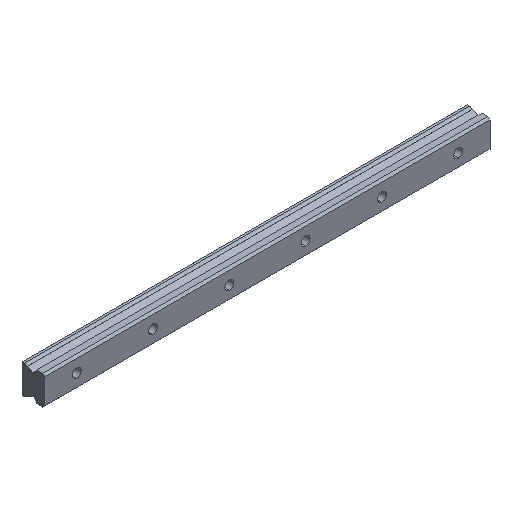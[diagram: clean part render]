
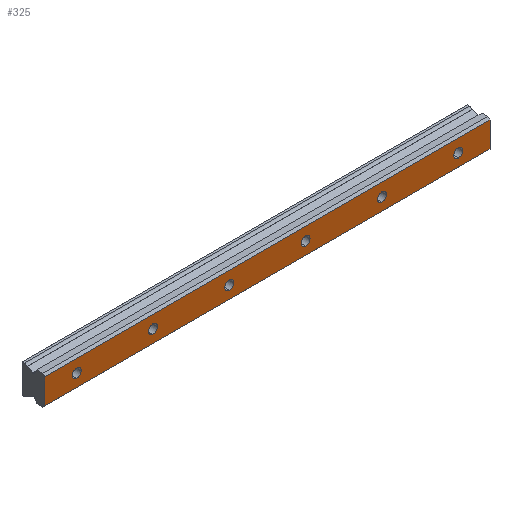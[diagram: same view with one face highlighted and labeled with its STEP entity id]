
A CAD part, isometric view. The second image highlights one B-rep face of the part: STEP entity #325.
In plain terms, the highlighted planar face has unit normal (0, -1, 0).
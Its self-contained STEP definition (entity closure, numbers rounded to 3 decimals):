
#13 = CARTESIAN_POINT ( 'NONE',  ( 120., 0., 3.5 ) ) ;
#53 = EDGE_LOOP ( 'NONE', ( #1785, #54 ) ) ;
#54 = ORIENTED_EDGE ( 'NONE', *, *, #993, .F. ) ;
#56 = CARTESIAN_POINT ( 'NONE',  ( 0., 0., -3.5 ) ) ;
#69 = ORIENTED_EDGE ( 'NONE', *, *, #406, .F. ) ;
#74 = CIRCLE ( 'NONE', #413, 3.5 ) ;
#85 = CARTESIAN_POINT ( 'NONE',  ( 325., 0., 9.9 ) ) ;
#95 = CARTESIAN_POINT ( 'NONE',  ( 120., 0., 0. ) ) ;
#99 = CARTESIAN_POINT ( 'NONE',  ( 325., 0., -9.9 ) ) ;
#113 = DIRECTION ( 'NONE',  ( 0., 0., 1. ) ) ;
#139 = EDGE_LOOP ( 'NONE', ( #499, #1072 ) ) ;
#145 = CIRCLE ( 'NONE', #917, 3.5 ) ;
#150 = EDGE_CURVE ( 'NONE', #1133, #755, #1090, .T. ) ;
#154 = DIRECTION ( 'NONE',  ( 0., -1., 0. ) ) ;
#187 = ORIENTED_EDGE ( 'NONE', *, *, #825, .F. ) ;
#215 = DIRECTION ( 'NONE',  ( 0., 0., 1. ) ) ;
#242 = VERTEX_POINT ( 'NONE', #1399 ) ;
#253 = ORIENTED_EDGE ( 'NONE', *, *, #150, .F. ) ;
#262 = AXIS2_PLACEMENT_3D ( 'NONE', #592, #852, #1736 ) ;
#284 = FACE_BOUND ( 'NONE', #1469, .T. ) ;
#287 = DIRECTION ( 'NONE',  ( 0., 0., 1. ) ) ;
#295 = DIRECTION ( 'NONE',  ( 0., 0., 1. ) ) ;
#302 = DIRECTION ( 'NONE',  ( 0., -1., 0. ) ) ;
#306 = DIRECTION ( 'NONE',  ( 0., 0., 1. ) ) ;
#307 = VERTEX_POINT ( 'NONE', #975 ) ;
#314 = DIRECTION ( 'NONE',  ( 0., 0., 1. ) ) ;
#322 = CIRCLE ( 'NONE', #1539, 3.5 ) ;
#323 = CIRCLE ( 'NONE', #860, 3.5 ) ;
#325 = ADVANCED_FACE ( 'NONE', ( #1552, #1274, #1561, #1664, #284, #1836, #538 ), #566, .F. ) ;
#329 = CARTESIAN_POINT ( 'NONE',  ( 60., 0., 3.5 ) ) ;
#391 = VECTOR ( 'NONE', #287, 1000. ) ;
#406 = EDGE_CURVE ( 'NONE', #1353, #1486, #475, .T. ) ;
#413 = AXIS2_PLACEMENT_3D ( 'NONE', #1315, #736, #1022 ) ;
#415 = CARTESIAN_POINT ( 'NONE',  ( 240., 0., 3.5 ) ) ;
#420 = DIRECTION ( 'NONE',  ( 0., -1., 0. ) ) ;
#431 = DIRECTION ( 'NONE',  ( 1., 0., 0. ) ) ;
#455 = ORIENTED_EDGE ( 'NONE', *, *, #1666, .F. ) ;
#475 = CIRCLE ( 'NONE', #1364, 3.5 ) ;
#499 = ORIENTED_EDGE ( 'NONE', *, *, #849, .F. ) ;
#505 = EDGE_LOOP ( 'NONE', ( #675, #929 ) ) ;
#532 = AXIS2_PLACEMENT_3D ( 'NONE', #1498, #1508, #1519 ) ;
#538 = FACE_BOUND ( 'NONE', #1499, .T. ) ;
#566 = PLANE ( 'NONE',  #1184 ) ;
#581 = CARTESIAN_POINT ( 'NONE',  ( 325., 0., -9.9 ) ) ;
#592 = CARTESIAN_POINT ( 'NONE',  ( 240., 0., 0. ) ) ;
#593 = DIRECTION ( 'NONE',  ( 0., -1., 0. ) ) ;
#607 = EDGE_CURVE ( 'NONE', #1490, #1040, #1831, .T. ) ;
#609 = CARTESIAN_POINT ( 'NONE',  ( -25., 0., 9.9 ) ) ;
#623 = AXIS2_PLACEMENT_3D ( 'NONE', #1006, #1263, #1147 ) ;
#626 = VERTEX_POINT ( 'NONE', #1670 ) ;
#648 = CIRCLE ( 'NONE', #741, 3.5 ) ;
#675 = ORIENTED_EDGE ( 'NONE', *, *, #1122, .F. ) ;
#681 = CIRCLE ( 'NONE', #1153, 3.5 ) ;
#692 = DIRECTION ( 'NONE',  ( 0., 0., 1. ) ) ;
#693 = ORIENTED_EDGE ( 'NONE', *, *, #1203, .F. ) ;
#701 = CARTESIAN_POINT ( 'NONE',  ( -25., 0., 9.9 ) ) ;
#714 = CARTESIAN_POINT ( 'NONE',  ( 325., 0., 9.9 ) ) ;
#727 = DIRECTION ( 'NONE',  ( 0., 0., 1. ) ) ;
#736 = DIRECTION ( 'NONE',  ( 0., -1., 0. ) ) ;
#741 = AXIS2_PLACEMENT_3D ( 'NONE', #1672, #1678, #692 ) ;
#755 = VERTEX_POINT ( 'NONE', #99 ) ;
#767 = CARTESIAN_POINT ( 'NONE',  ( 60., 0., 0. ) ) ;
#825 = EDGE_CURVE ( 'NONE', #1287, #1010, #322, .T. ) ;
#828 = CARTESIAN_POINT ( 'NONE',  ( 180., 0., -3.5 ) ) ;
#832 = VERTEX_POINT ( 'NONE', #609 ) ;
#849 = EDGE_CURVE ( 'NONE', #1040, #1490, #1008, .T. ) ;
#852 = DIRECTION ( 'NONE',  ( 0., -1., 0. ) ) ;
#853 = DIRECTION ( 'NONE',  ( 0., 1., 0. ) ) ;
#860 = AXIS2_PLACEMENT_3D ( 'NONE', #767, #1591, #314 ) ;
#894 = CARTESIAN_POINT ( 'NONE',  ( 60., 0., 0. ) ) ;
#901 = LINE ( 'NONE', #581, #911 ) ;
#911 = VECTOR ( 'NONE', #1155, 1000. ) ;
#917 = AXIS2_PLACEMENT_3D ( 'NONE', #1582, #1053, #306 ) ;
#929 = ORIENTED_EDGE ( 'NONE', *, *, #1417, .F. ) ;
#932 = CARTESIAN_POINT ( 'NONE',  ( 300., 0., 3.5 ) ) ;
#938 = EDGE_CURVE ( 'NONE', #1010, #1287, #1038, .T. ) ;
#975 = CARTESIAN_POINT ( 'NONE',  ( -25., 0., -9.9 ) ) ;
#993 = EDGE_CURVE ( 'NONE', #242, #1558, #1718, .T. ) ;
#1006 = CARTESIAN_POINT ( 'NONE',  ( 0., 0., 0. ) ) ;
#1008 = CIRCLE ( 'NONE', #262, 3.5 ) ;
#1010 = VERTEX_POINT ( 'NONE', #932 ) ;
#1022 = DIRECTION ( 'NONE',  ( 0., 0., 1. ) ) ;
#1038 = CIRCLE ( 'NONE', #532, 3.5 ) ;
#1039 = CIRCLE ( 'NONE', #623, 3.5 ) ;
#1040 = VERTEX_POINT ( 'NONE', #415 ) ;
#1053 = DIRECTION ( 'NONE',  ( 0., -1., 0. ) ) ;
#1072 = ORIENTED_EDGE ( 'NONE', *, *, #607, .F. ) ;
#1077 = EDGE_LOOP ( 'NONE', ( #455, #253, #1780, #1818 ) ) ;
#1082 = CARTESIAN_POINT ( 'NONE',  ( 300., 0., -3.5 ) ) ;
#1090 = LINE ( 'NONE', #1379, #1597 ) ;
#1103 = EDGE_CURVE ( 'NONE', #307, #832, #1564, .T. ) ;
#1122 = EDGE_CURVE ( 'NONE', #1168, #1711, #1039, .T. ) ;
#1133 = VERTEX_POINT ( 'NONE', #714 ) ;
#1147 = DIRECTION ( 'NONE',  ( 0., 0., 1. ) ) ;
#1153 = AXIS2_PLACEMENT_3D ( 'NONE', #894, #154, #1458 ) ;
#1155 = DIRECTION ( 'NONE',  ( -1., 0., 0. ) ) ;
#1168 = VERTEX_POINT ( 'NONE', #1619 ) ;
#1184 = AXIS2_PLACEMENT_3D ( 'NONE', #1523, #853, #1422 ) ;
#1202 = CARTESIAN_POINT ( 'NONE',  ( 180., 0., 3.5 ) ) ;
#1203 = EDGE_CURVE ( 'NONE', #1486, #1353, #145, .T. ) ;
#1258 = VERTEX_POINT ( 'NONE', #329 ) ;
#1263 = DIRECTION ( 'NONE',  ( 0., -1., 0. ) ) ;
#1274 = FACE_BOUND ( 'NONE', #505, .T. ) ;
#1280 = EDGE_CURVE ( 'NONE', #1258, #626, #323, .T. ) ;
#1287 = VERTEX_POINT ( 'NONE', #1082 ) ;
#1302 = CARTESIAN_POINT ( 'NONE',  ( 180., 0., 0. ) ) ;
#1315 = CARTESIAN_POINT ( 'NONE',  ( 120., 0., 0. ) ) ;
#1353 = VERTEX_POINT ( 'NONE', #1202 ) ;
#1364 = AXIS2_PLACEMENT_3D ( 'NONE', #1302, #593, #727 ) ;
#1379 = CARTESIAN_POINT ( 'NONE',  ( 325., 0., 9.9 ) ) ;
#1390 = DIRECTION ( 'NONE',  ( 0., -1., 0. ) ) ;
#1399 = CARTESIAN_POINT ( 'NONE',  ( 120., 0., -3.5 ) ) ;
#1400 = CARTESIAN_POINT ( 'NONE',  ( 240., 0., -3.5 ) ) ;
#1408 = EDGE_CURVE ( 'NONE', #832, #1133, #1638, .T. ) ;
#1417 = EDGE_CURVE ( 'NONE', #1711, #1168, #648, .T. ) ;
#1422 = DIRECTION ( 'NONE',  ( 0., 0., 1. ) ) ;
#1426 = EDGE_LOOP ( 'NONE', ( #1797, #187 ) ) ;
#1445 = VECTOR ( 'NONE', #431, 1000. ) ;
#1458 = DIRECTION ( 'NONE',  ( 0., 0., 1. ) ) ;
#1469 = EDGE_LOOP ( 'NONE', ( #69, #693 ) ) ;
#1486 = VERTEX_POINT ( 'NONE', #828 ) ;
#1490 = VERTEX_POINT ( 'NONE', #1400 ) ;
#1498 = CARTESIAN_POINT ( 'NONE',  ( 300., 0., 0. ) ) ;
#1499 = EDGE_LOOP ( 'NONE', ( #1805, #1769 ) ) ;
#1508 = DIRECTION ( 'NONE',  ( 0., -1., 0. ) ) ;
#1519 = DIRECTION ( 'NONE',  ( 0., 0., 1. ) ) ;
#1523 = CARTESIAN_POINT ( 'NONE',  ( 325., 0., 9.9 ) ) ;
#1539 = AXIS2_PLACEMENT_3D ( 'NONE', #1716, #302, #295 ) ;
#1552 = FACE_OUTER_BOUND ( 'NONE', #1077, .T. ) ;
#1558 = VERTEX_POINT ( 'NONE', #13 ) ;
#1561 = FACE_BOUND ( 'NONE', #1426, .T. ) ;
#1564 = LINE ( 'NONE', #701, #391 ) ;
#1582 = CARTESIAN_POINT ( 'NONE',  ( 180., 0., 0. ) ) ;
#1587 = EDGE_CURVE ( 'NONE', #1558, #242, #74, .T. ) ;
#1591 = DIRECTION ( 'NONE',  ( 0., -1., 0. ) ) ;
#1597 = VECTOR ( 'NONE', #1766, 1000. ) ;
#1619 = CARTESIAN_POINT ( 'NONE',  ( 0., 0., 3.5 ) ) ;
#1638 = LINE ( 'NONE', #85, #1445 ) ;
#1645 = EDGE_CURVE ( 'NONE', #626, #1258, #681, .T. ) ;
#1664 = FACE_BOUND ( 'NONE', #139, .T. ) ;
#1666 = EDGE_CURVE ( 'NONE', #755, #307, #901, .T. ) ;
#1670 = CARTESIAN_POINT ( 'NONE',  ( 60., 0., -3.5 ) ) ;
#1672 = CARTESIAN_POINT ( 'NONE',  ( 0., 0., 0. ) ) ;
#1678 = DIRECTION ( 'NONE',  ( 0., -1., 0. ) ) ;
#1686 = AXIS2_PLACEMENT_3D ( 'NONE', #95, #1390, #215 ) ;
#1711 = VERTEX_POINT ( 'NONE', #56 ) ;
#1714 = AXIS2_PLACEMENT_3D ( 'NONE', #1834, #420, #113 ) ;
#1716 = CARTESIAN_POINT ( 'NONE',  ( 300., 0., 0. ) ) ;
#1718 = CIRCLE ( 'NONE', #1686, 3.5 ) ;
#1736 = DIRECTION ( 'NONE',  ( 0., 0., 1. ) ) ;
#1766 = DIRECTION ( 'NONE',  ( 0., 0., -1. ) ) ;
#1769 = ORIENTED_EDGE ( 'NONE', *, *, #1645, .F. ) ;
#1780 = ORIENTED_EDGE ( 'NONE', *, *, #1408, .F. ) ;
#1785 = ORIENTED_EDGE ( 'NONE', *, *, #1587, .F. ) ;
#1797 = ORIENTED_EDGE ( 'NONE', *, *, #938, .F. ) ;
#1805 = ORIENTED_EDGE ( 'NONE', *, *, #1280, .F. ) ;
#1818 = ORIENTED_EDGE ( 'NONE', *, *, #1103, .F. ) ;
#1831 = CIRCLE ( 'NONE', #1714, 3.5 ) ;
#1834 = CARTESIAN_POINT ( 'NONE',  ( 240., 0., 0. ) ) ;
#1836 = FACE_BOUND ( 'NONE', #53, .T. ) ;
